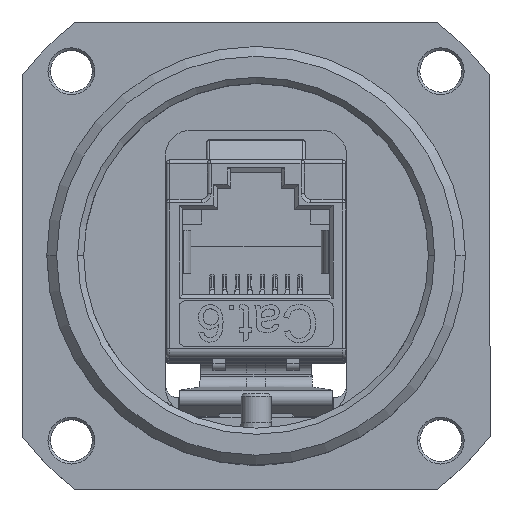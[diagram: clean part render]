
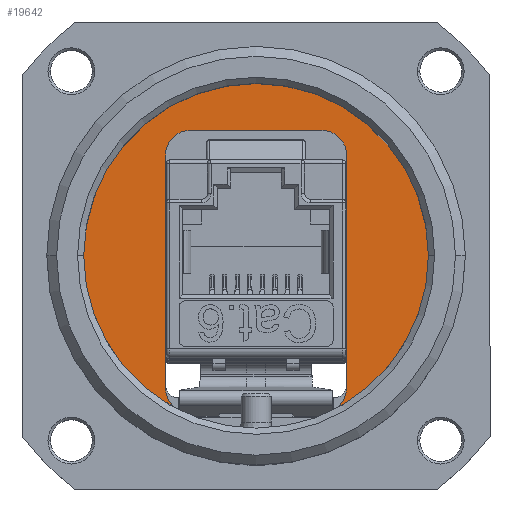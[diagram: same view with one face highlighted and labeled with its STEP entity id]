
A CAD part, top view. The second image highlights one B-rep face of the part: STEP entity #19642.
In plain terms, the highlighted planar face has unit normal (0, 0, 1).
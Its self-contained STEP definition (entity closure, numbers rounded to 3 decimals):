
#407 = EDGE_LOOP ( 'NONE', ( #8767, #8766, #8765, #8764, #8763, #8762, #8761, #8760, #8759, #8758 ) ) ;
#8758 = ORIENTED_EDGE ( 'NONE', *, *, #59955, .F. ) ;
#8759 = ORIENTED_EDGE ( 'NONE', *, *, #59952, .F. ) ;
#8760 = ORIENTED_EDGE ( 'NONE', *, *, #59950, .F. ) ;
#8761 = ORIENTED_EDGE ( 'NONE', *, *, #59945, .F. ) ;
#8762 = ORIENTED_EDGE ( 'NONE', *, *, #59944, .F. ) ;
#8763 = ORIENTED_EDGE ( 'NONE', *, *, #59942, .F. ) ;
#8764 = ORIENTED_EDGE ( 'NONE', *, *, #59727, .T. ) ;
#8765 = ORIENTED_EDGE ( 'NONE', *, *, #59825, .T. ) ;
#8766 = ORIENTED_EDGE ( 'NONE', *, *, #59740, .T. ) ;
#8767 = ORIENTED_EDGE ( 'NONE', *, *, #59937, .F. ) ;
#9795 = PLANE ( 'NONE',  #22443 ) ;
#9797 = CARTESIAN_POINT ( 'NONE',  ( 0., 14., -10.5 ) ) ;
#9802 = DIRECTION ( 'NONE',  ( 0., 0., 1. ) ) ;
#9803 = DIRECTION ( 'NONE',  ( 1., 0., 0. ) ) ;
#19642 = ADVANCED_FACE ( 'NONE', ( #41836 ), #9795, .T. ) ;
#22443 = AXIS2_PLACEMENT_3D ( 'NONE', #9797, #9802, #9803 ) ;
#23526 = CARTESIAN_POINT ( 'NONE',  ( 5.35, 10.2, -10.5 ) ) ;
#23576 = CARTESIAN_POINT ( 'NONE',  ( 6.242, -12.532, -10.5 ) ) ;
#23578 = CARTESIAN_POINT ( 'NONE',  ( -14., 0., -10.5 ) ) ;
#23580 = CARTESIAN_POINT ( 'NONE',  ( 14., 0., -10.5 ) ) ;
#23585 = CARTESIAN_POINT ( 'NONE',  ( -6.242, -12.532, -10.5 ) ) ;
#23667 = CARTESIAN_POINT ( 'NONE',  ( -7.35, -10.741, -10.5 ) ) ;
#23717 = CARTESIAN_POINT ( 'NONE',  ( -7.35, 8.2, -10.5 ) ) ;
#23718 = CARTESIAN_POINT ( 'NONE',  ( 7.35, 8.2, -10.5 ) ) ;
#23719 = CARTESIAN_POINT ( 'NONE',  ( 7.35, -10.741, -10.5 ) ) ;
#23723 = CARTESIAN_POINT ( 'NONE',  ( -5.35, 10.2, -10.5 ) ) ;
#24038 = CARTESIAN_POINT ( 'NONE',  ( 0., 0., -10.5 ) ) ;
#24039 = DIRECTION ( 'NONE',  ( 0., 0., 1. ) ) ;
#24040 = DIRECTION ( 'NONE',  ( 1., 0., 0. ) ) ;
#24054 = CARTESIAN_POINT ( 'NONE',  ( 0., 0., -10.5 ) ) ;
#24055 = DIRECTION ( 'NONE',  ( 0., 0., 1. ) ) ;
#24056 = DIRECTION ( 'NONE',  ( 1., 0., 0. ) ) ;
#24139 = CARTESIAN_POINT ( 'NONE',  ( 0., 0., -10.5 ) ) ;
#24140 = DIRECTION ( 'NONE',  ( 0., 0., 1. ) ) ;
#24141 = DIRECTION ( 'NONE',  ( 1., 0., 0. ) ) ;
#24293 = CARTESIAN_POINT ( 'NONE',  ( -7.35, 8.2, -10.5 ) ) ;
#24295 = DIRECTION ( 'NONE',  ( 0., -1., 0. ) ) ;
#24297 = CARTESIAN_POINT ( 'NONE',  ( 5.35, -10.741, -10.5 ) ) ;
#24299 = DIRECTION ( 'NONE',  ( 0., 0., 1. ) ) ;
#24301 = DIRECTION ( 'NONE',  ( -1., 0., 0. ) ) ;
#24310 = CARTESIAN_POINT ( 'NONE',  ( -5.35, -10.741, -10.5 ) ) ;
#24311 = DIRECTION ( 'NONE',  ( 0., 0., 1. ) ) ;
#24313 = DIRECTION ( 'NONE',  ( -1., 0., 0. ) ) ;
#24317 = CARTESIAN_POINT ( 'NONE',  ( 7.35, 8.2, -10.5 ) ) ;
#24320 = DIRECTION ( 'NONE',  ( 0., 1., 0. ) ) ;
#24322 = CARTESIAN_POINT ( 'NONE',  ( -5.35, 8.2, -10.5 ) ) ;
#24323 = DIRECTION ( 'NONE',  ( 0., 0., 1. ) ) ;
#24325 = DIRECTION ( 'NONE',  ( 1., 0., 0. ) ) ;
#24328 = CARTESIAN_POINT ( 'NONE',  ( -5.35, 10.2, -10.5 ) ) ;
#24331 = DIRECTION ( 'NONE',  ( -1., 0., 0. ) ) ;
#24336 = CARTESIAN_POINT ( 'NONE',  ( 5.35, 8.2, -10.5 ) ) ;
#24338 = DIRECTION ( 'NONE',  ( 0., 0., 1. ) ) ;
#24340 = DIRECTION ( 'NONE',  ( 1., 0., 0. ) ) ;
#30374 = CIRCLE ( 'NONE', #49118, 14. ) ;
#30378 = CIRCLE ( 'NONE', #49116, 14. ) ;
#30531 = CIRCLE ( 'NONE', #49125, 14. ) ;
#30686 = CIRCLE ( 'NONE', #49145, 2. ) ;
#30688 = CIRCLE ( 'NONE', #49146, 2. ) ;
#30690 = LINE ( 'NONE', #24293, #30692 ) ;
#30691 = CIRCLE ( 'NONE', #49147, 2. ) ;
#30692 = VECTOR ( 'NONE', #24295, 1000. ) ;
#30694 = LINE ( 'NONE', #24328, #30697 ) ;
#30696 = CIRCLE ( 'NONE', #49148, 2. ) ;
#30697 = VECTOR ( 'NONE', #24331, 1000. ) ;
#30698 = LINE ( 'NONE', #24317, #30700 ) ;
#30700 = VECTOR ( 'NONE', #24320, 1000. ) ;
#41836 = FACE_OUTER_BOUND ( 'NONE', #407, .T. ) ;
#49116 = AXIS2_PLACEMENT_3D ( 'NONE', #24038, #24039, #24040 ) ;
#49118 = AXIS2_PLACEMENT_3D ( 'NONE', #24054, #24055, #24056 ) ;
#49125 = AXIS2_PLACEMENT_3D ( 'NONE', #24139, #24140, #24141 ) ;
#49145 = AXIS2_PLACEMENT_3D ( 'NONE', #24297, #24299, #24301 ) ;
#49146 = AXIS2_PLACEMENT_3D ( 'NONE', #24310, #24311, #24313 ) ;
#49147 = AXIS2_PLACEMENT_3D ( 'NONE', #24322, #24323, #24325 ) ;
#49148 = AXIS2_PLACEMENT_3D ( 'NONE', #24336, #24338, #24340 ) ;
#54581 = VERTEX_POINT ( 'NONE', #23526 ) ;
#55787 = VERTEX_POINT ( 'NONE', #23576 ) ;
#55789 = VERTEX_POINT ( 'NONE', #23578 ) ;
#55888 = VERTEX_POINT ( 'NONE', #23580 ) ;
#55942 = VERTEX_POINT ( 'NONE', #23585 ) ;
#56320 = VERTEX_POINT ( 'NONE', #23667 ) ;
#56523 = VERTEX_POINT ( 'NONE', #23717 ) ;
#56524 = VERTEX_POINT ( 'NONE', #23718 ) ;
#56525 = VERTEX_POINT ( 'NONE', #23719 ) ;
#56529 = VERTEX_POINT ( 'NONE', #23723 ) ;
#59727 = EDGE_CURVE ( 'NONE', #55789, #55942, #30378, .T. ) ;
#59740 = EDGE_CURVE ( 'NONE', #55787, #55888, #30374, .T. ) ;
#59825 = EDGE_CURVE ( 'NONE', #55888, #55789, #30531, .T. ) ;
#59937 = EDGE_CURVE ( 'NONE', #55787, #56525, #30686, .T. ) ;
#59942 = EDGE_CURVE ( 'NONE', #56320, #55942, #30688, .T. ) ;
#59944 = EDGE_CURVE ( 'NONE', #56523, #56320, #30690, .T. ) ;
#59945 = EDGE_CURVE ( 'NONE', #56529, #56523, #30691, .T. ) ;
#59950 = EDGE_CURVE ( 'NONE', #54581, #56529, #30694, .T. ) ;
#59952 = EDGE_CURVE ( 'NONE', #56524, #54581, #30696, .T. ) ;
#59955 = EDGE_CURVE ( 'NONE', #56525, #56524, #30698, .T. ) ;
